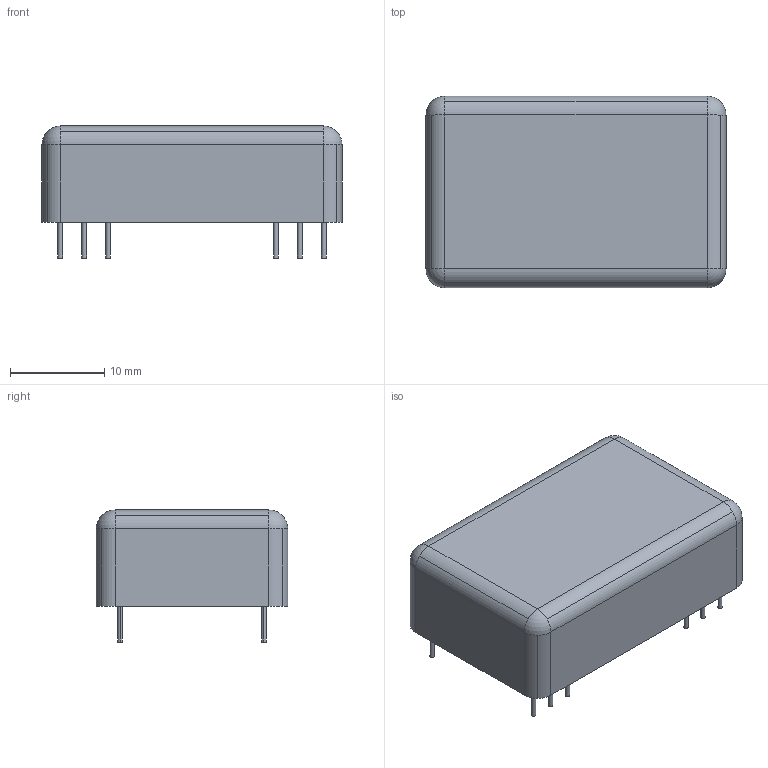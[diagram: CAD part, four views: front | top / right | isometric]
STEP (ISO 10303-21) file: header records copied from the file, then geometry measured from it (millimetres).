
FILE_DESCRIPTION((''),'2;1');
FILE_NAME('DCDC_XPPOWER_JTB03.stp','2009-12-09T10:37:52',(''),(''),'Mechanical Desktop 2006','Mechanical Desktop 2006',', , ');
FILE_SCHEMA(('AUTOMOTIVE_DESIGN { 1 2 10303 214 0 1 1 1 }'));
Length unit declared in the file: millimetre
Products named in the file (1): Product
Bounding box: 31.8 x 20.3 x 14 mm (x, y, z)
Volume: 6474.3 mm3; surface area: 2300.1 mm2
Topology: 13 solids, 13 shells, 74 faces, 136 edges, 84 vertices
Faces by surface type: cylinder 40, plane 30, sphere 4
Entity records: 1853 total; most frequent: DIRECTION 362, CARTESIAN_POINT 291, ORIENTED_EDGE 264, AXIS2_PLACEMENT_3D 155, EDGE_CURVE 132, VERTEX_POINT 84, CIRCLE 80, EDGE_LOOP 74
